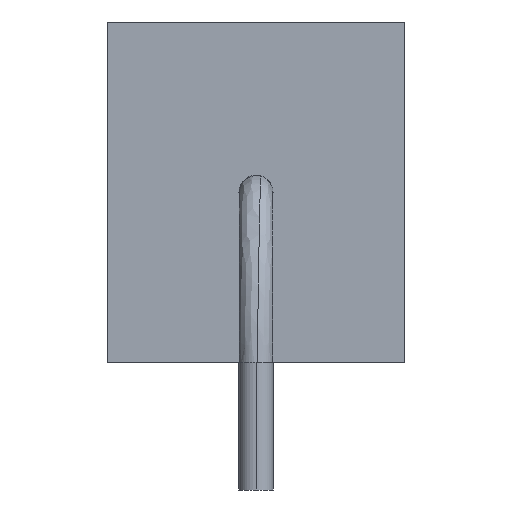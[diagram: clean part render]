
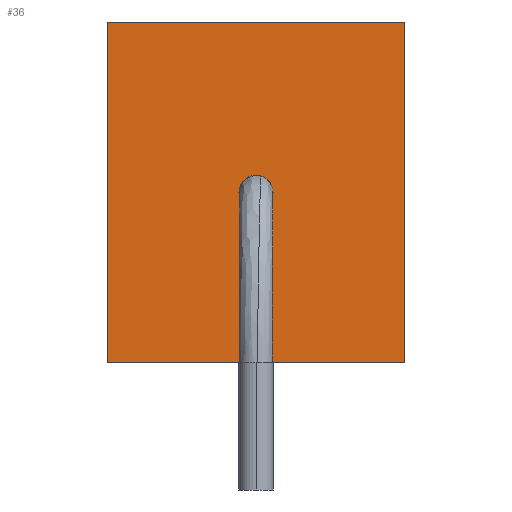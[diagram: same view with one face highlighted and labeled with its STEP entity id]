
A CAD part, left-side view. The second image highlights one B-rep face of the part: STEP entity #36.
In plain terms, the highlighted planar face has unit normal (-1, 0, 0).
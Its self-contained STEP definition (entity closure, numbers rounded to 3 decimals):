
#25 = VERTEX_POINT ( 'NONE', #1010 ) ;
#36 = ADVANCED_FACE ( 'NONE', ( #118, #1271 ), #149, .F. ) ;
#63 = ORIENTED_EDGE ( 'NONE', *, *, #229, .T. ) ;
#118 = FACE_BOUND ( 'NONE', #983, .T. ) ;
#132 = DIRECTION ( 'NONE',  ( 0., -1., 0. ) ) ;
#134 = CARTESIAN_POINT ( 'NONE',  ( -19., 0., 4. ) ) ;
#149 = PLANE ( 'NONE',  #807 ) ;
#152 = VECTOR ( 'NONE', #859, 1000. ) ;
#161 = CARTESIAN_POINT ( 'NONE',  ( -19., 3.5, 8. ) ) ;
#207 = EDGE_CURVE ( 'NONE', #1019, #920, #811, .T. ) ;
#212 = ORIENTED_EDGE ( 'NONE', *, *, #608, .F. ) ;
#223 = DIRECTION ( 'NONE',  ( 1., 0., 0. ) ) ;
#229 = EDGE_CURVE ( 'NONE', #504, #25, #1146, .T. ) ;
#238 = ORIENTED_EDGE ( 'NONE', *, *, #918, .T. ) ;
#247 = VERTEX_POINT ( 'NONE', #1031 ) ;
#250 = AXIS2_PLACEMENT_3D ( 'NONE', #134, #421, #724 ) ;
#262 = VECTOR ( 'NONE', #280, 1000. ) ;
#275 = LINE ( 'NONE', #959, #152 ) ;
#280 = DIRECTION ( 'NONE',  ( 0., 0., -1. ) ) ;
#291 = CARTESIAN_POINT ( 'NONE',  ( -19., 3.5, 0. ) ) ;
#351 = VECTOR ( 'NONE', #623, 1000. ) ;
#397 = LINE ( 'NONE', #291, #478 ) ;
#421 = DIRECTION ( 'NONE',  ( 1., 0., 0. ) ) ;
#478 = VECTOR ( 'NONE', #1013, 1000. ) ;
#504 = VERTEX_POINT ( 'NONE', #701 ) ;
#505 = ORIENTED_EDGE ( 'NONE', *, *, #207, .T. ) ;
#608 = EDGE_CURVE ( 'NONE', #1019, #1075, #275, .T. ) ;
#619 = CARTESIAN_POINT ( 'NONE',  ( -19., 3.5, 8. ) ) ;
#623 = DIRECTION ( 'NONE',  ( 0., 1., 0. ) ) ;
#646 = ORIENTED_EDGE ( 'NONE', *, *, #781, .T. ) ;
#701 = CARTESIAN_POINT ( 'NONE',  ( -19., 0.4, 4. ) ) ;
#724 = DIRECTION ( 'NONE',  ( 0., -1., 0. ) ) ;
#742 = CARTESIAN_POINT ( 'NONE',  ( -19., -3.5, 0. ) ) ;
#781 = EDGE_CURVE ( 'NONE', #25, #504, #823, .T. ) ;
#807 = AXIS2_PLACEMENT_3D ( 'NONE', #1041, #223, #1224 ) ;
#811 = LINE ( 'NONE', #619, #351 ) ;
#823 = CIRCLE ( 'NONE', #1139, 0.4 ) ;
#827 = EDGE_LOOP ( 'NONE', ( #1221, #212, #505, #238 ) ) ;
#859 = DIRECTION ( 'NONE',  ( 0., 0., -1. ) ) ;
#875 = LINE ( 'NONE', #1157, #262 ) ;
#918 = EDGE_CURVE ( 'NONE', #920, #247, #875, .T. ) ;
#920 = VERTEX_POINT ( 'NONE', #161 ) ;
#922 = CARTESIAN_POINT ( 'NONE',  ( -19., 0., 4. ) ) ;
#933 = DIRECTION ( 'NONE',  ( 1., 0., 0. ) ) ;
#959 = CARTESIAN_POINT ( 'NONE',  ( -19., -3.5, 8. ) ) ;
#963 = EDGE_CURVE ( 'NONE', #1075, #247, #397, .T. ) ;
#983 = EDGE_LOOP ( 'NONE', ( #646, #63 ) ) ;
#1010 = CARTESIAN_POINT ( 'NONE',  ( -19., -0.4, 4. ) ) ;
#1013 = DIRECTION ( 'NONE',  ( 0., 1., 0. ) ) ;
#1019 = VERTEX_POINT ( 'NONE', #1179 ) ;
#1031 = CARTESIAN_POINT ( 'NONE',  ( -19., 3.5, 0. ) ) ;
#1041 = CARTESIAN_POINT ( 'NONE',  ( -19., 3.5, 8. ) ) ;
#1075 = VERTEX_POINT ( 'NONE', #742 ) ;
#1139 = AXIS2_PLACEMENT_3D ( 'NONE', #922, #933, #132 ) ;
#1146 = CIRCLE ( 'NONE', #250, 0.4 ) ;
#1157 = CARTESIAN_POINT ( 'NONE',  ( -19., 3.5, 8. ) ) ;
#1179 = CARTESIAN_POINT ( 'NONE',  ( -19., -3.5, 8. ) ) ;
#1221 = ORIENTED_EDGE ( 'NONE', *, *, #963, .F. ) ;
#1224 = DIRECTION ( 'NONE',  ( 0., -1., 0. ) ) ;
#1271 = FACE_OUTER_BOUND ( 'NONE', #827, .T. ) ;
